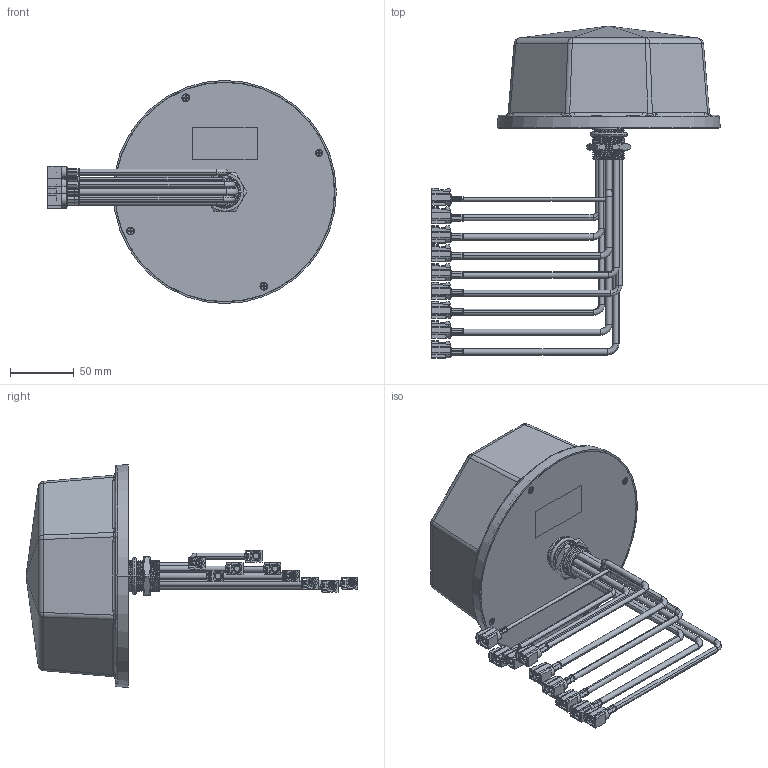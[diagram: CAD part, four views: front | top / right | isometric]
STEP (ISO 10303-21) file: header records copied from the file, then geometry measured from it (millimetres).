
FILE_DESCRIPTION (( 'STEP AP214' ), '1' );
FILE_NAME ('LCANOM1097_3D.step', '2023-03-13T19:33:21', ( '' ), ( '' ), 'SwSTEP 2.0', 'SolidWorks 2022', '' );
FILE_SCHEMA (( 'AUTOMOTIVE_DESIGN' ));
Length unit declared in the file: inch
Products named in the file (11): PE44646l^LCANOM1097_I; LUOMU_M25^LCANOM1097; O-29X3^LCANOM1097; PE44646C^LCANOM1097_CRIMPED; LCANOM1097_3D; CB441YD_01^LCANOM1097; CB451YD_02^LCANOM1097; CB451YD_01^LCANOM1097; KA3X10^LCANOM1097; DIANLAN-451^LCANOM1097; PE44646D^LCANOM1097
Assembly tree (19 placements, depth 2):
  LCANOM1097_3D
    CB441YD_01^LCANOM1097
    CB451YD_01^LCANOM1097
    CB451YD_02^LCANOM1097
    KA3X10^LCANOM1097  x4
    DIANLAN-451^LCANOM1097
    O-29X3^LCANOM1097
    LUOMU_M25^LCANOM1097
    PE44646C^LCANOM1097_CRIMPED
    PE44646D^LCANOM1097  x4
    PE44646l^LCANOM1097_I  x4
Bounding box: 226.41 x 260.38 x 175 mm (x, y, z)
Volume: 221250.2 mm3; surface area: 216239.2 mm2
Topology: 43 solids, 43 shells, 1900 faces, 5028 edges, 3236 vertices
Faces by surface type: plane 965, cylinder 562, cone 188, bspline 130, torus 47, sphere 8
Entity records: 42249 total; most frequent: CARTESIAN_POINT 17109, ORIENTED_EDGE 4664, DIRECTION 4174, EDGE_CURVE 2332, AXIS2_PLACEMENT_3D 1547, VERTEX_POINT 1475, VECTOR 1080, LINE 1080
